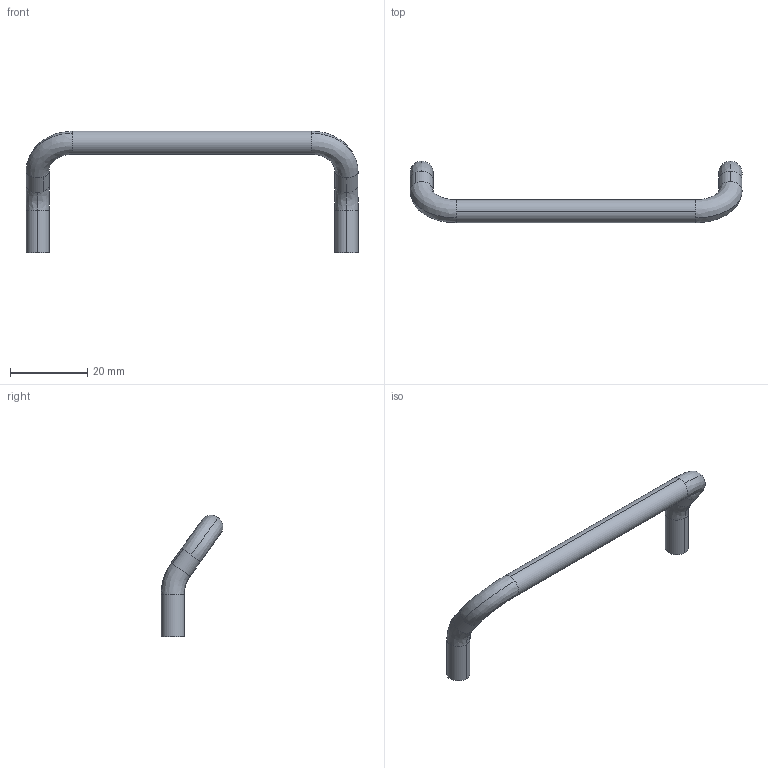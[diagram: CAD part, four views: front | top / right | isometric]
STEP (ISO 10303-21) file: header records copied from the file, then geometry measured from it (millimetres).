
FILE_DESCRIPTION( (''), '2;1');
FILE_NAME ('PC50.1864.THA_32_2_7834.stp','2021-09-06T11:57:58',(''),(''),'spGate 17.5.2','','');
FILE_SCHEMA (('AUTOMOTIVE_DESIGN'));
Length unit declared in the file: millimetre
Bounding box: 86 x 15.99 x 31.5 mm (x, y, z)
Volume: 3649.1 mm3; surface area: 2782.6 mm2
Topology: 1 solids, 1 shells, 26 faces, 63 edges, 41 vertices
Faces by surface type: cylinder 14, bspline 8, plane 4
Entity records: 1432 total; most frequent: CARTESIAN_POINT 336, ORIENTED_EDGE 126, DIRECTION 118, COLOUR_RGB 90, PRESENTATION_STYLE_ASSIGNMENT 90, STYLED_ITEM 90, EDGE_CURVE 63, DRAUGHTING_PRE_DEFINED_CURVE_FONT 63
